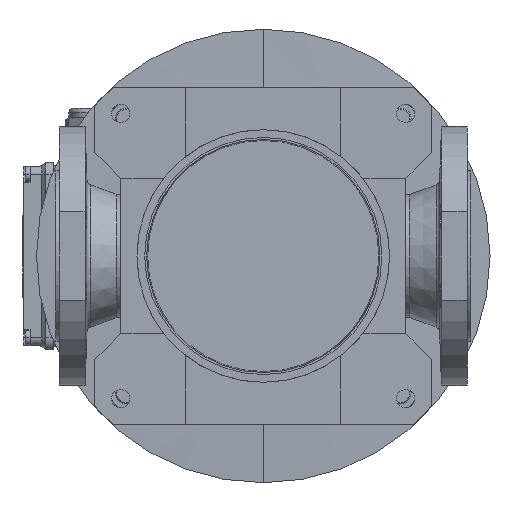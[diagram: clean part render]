
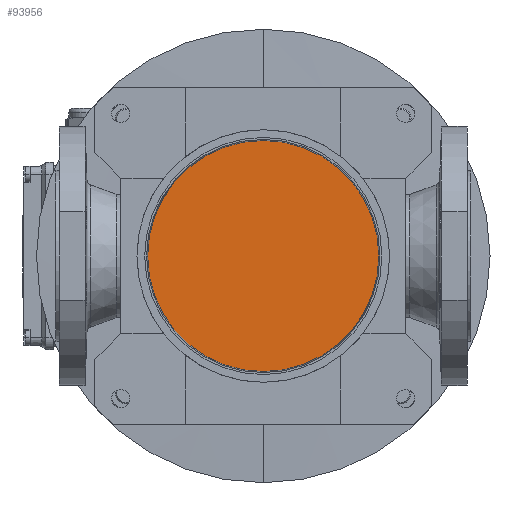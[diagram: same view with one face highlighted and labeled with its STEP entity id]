
A CAD part, front view. The second image highlights one B-rep face of the part: STEP entity #93956.
In plain terms, the highlighted planar face has unit normal (0, -1, 0).
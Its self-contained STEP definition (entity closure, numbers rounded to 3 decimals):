
#3462 = CARTESIAN_POINT ( 'NONE',  ( 0., -46., 0. ) ) ;
#4179 = DIRECTION ( 'NONE',  ( 0., 1., 0. ) ) ;
#7440 = DIRECTION ( 'NONE',  ( 0., 0., -1. ) ) ;
#14800 = AXIS2_PLACEMENT_3D ( 'NONE', #47412, #106732, #7440 ) ;
#14823 = ORIENTED_EDGE ( 'NONE', *, *, #117556, .F. ) ;
#15702 = DIRECTION ( 'NONE',  ( 0., 1., 0. ) ) ;
#21576 = AXIS2_PLACEMENT_3D ( 'NONE', #44798, #4179, #24189 ) ;
#24189 = DIRECTION ( 'NONE',  ( 0., 0., 1. ) ) ;
#33589 = ORIENTED_EDGE ( 'NONE', *, *, #36650, .F. ) ;
#36650 = EDGE_CURVE ( 'NONE', #79625, #60156, #126858, .T. ) ;
#42180 = DIRECTION ( 'NONE',  ( 0., 0., 1. ) ) ;
#43199 = CARTESIAN_POINT ( 'NONE',  ( 0., -46., 89.214 ) ) ;
#44798 = CARTESIAN_POINT ( 'NONE',  ( 0., -46., 0. ) ) ;
#47412 = CARTESIAN_POINT ( 'NONE',  ( 0., -46., 0. ) ) ;
#60156 = VERTEX_POINT ( 'NONE', #43199 ) ;
#66747 = PLANE ( 'NONE',  #14800 ) ;
#67374 = FACE_OUTER_BOUND ( 'NONE', #104512, .T. ) ;
#79233 = CIRCLE ( 'NONE', #21576, 89.214 ) ;
#79625 = VERTEX_POINT ( 'NONE', #106241 ) ;
#87715 = AXIS2_PLACEMENT_3D ( 'NONE', #3462, #15702, #42180 ) ;
#93956 = ADVANCED_FACE ( 'NONE', ( #67374 ), #66747, .T. ) ;
#104512 = EDGE_LOOP ( 'NONE', ( #33589, #14823 ) ) ;
#106241 = CARTESIAN_POINT ( 'NONE',  ( 0., -46., -89.214 ) ) ;
#106732 = DIRECTION ( 'NONE',  ( 0., -1., 0. ) ) ;
#117556 = EDGE_CURVE ( 'NONE', #60156, #79625, #79233, .T. ) ;
#126858 = CIRCLE ( 'NONE', #87715, 89.214 ) ;
